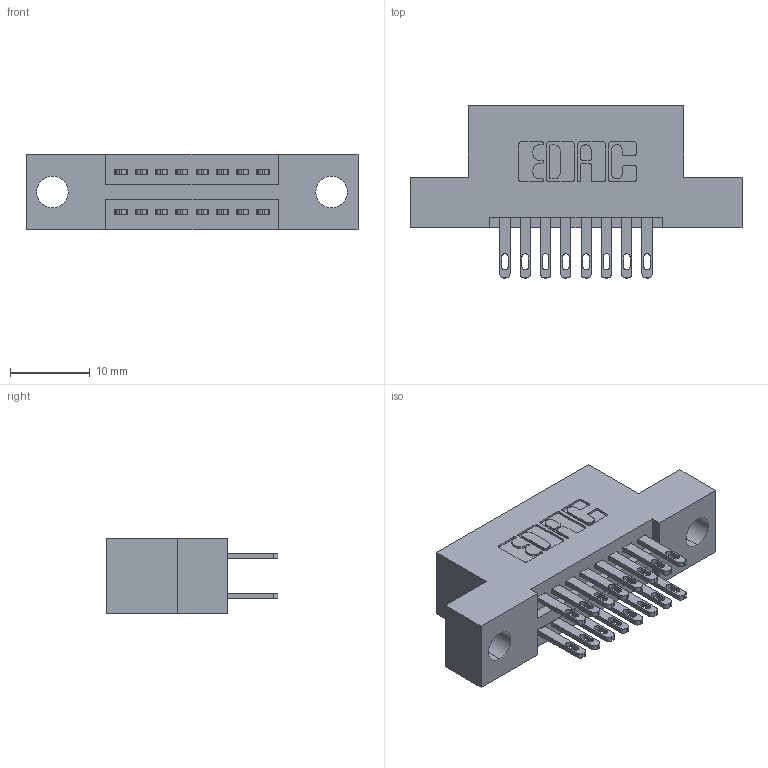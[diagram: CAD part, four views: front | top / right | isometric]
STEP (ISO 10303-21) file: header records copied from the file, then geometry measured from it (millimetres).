
FILE_DESCRIPTION (( 'STEP AP203' ), '1' );
FILE_NAME ('895-016-500-204.STEP', '2020-09-25T04:21:38', ( '' ), ( '' ), 'SwSTEP 2.0', 'SolidWorks 2020', '' );
FILE_SCHEMA (( 'CONFIG_CONTROL_DESIGN' ));
Length unit declared in the file: inch
Products named in the file (3): 845 Part_Flush Mounting Lugs - 0.156 Dia-TH; 895-016-500-204; 345-292-001_345-293-100
Assembly tree (17 placements, depth 2):
  895-016-500-204
    845 Part_Flush Mounting Lugs - 0.156 Dia-TH
    345-292-001_345-293-100  x16
Bounding box: 41.53 x 21.51 x 9.4 mm (x, y, z)
Volume: 3679.6 mm3; surface area: 4758.9 mm2
Topology: 17 solids, 17 shells, 862 faces, 2597 edges, 1730 vertices
Faces by surface type: plane 512, cylinder 350
Entity records: 10787 total; most frequent: CARTESIAN_POINT 1840, ORIENTED_EDGE 1774, DIRECTION 1667, EDGE_CURVE 887, LINE 719, VECTOR 719, VERTEX_POINT 590, AXIS2_PLACEMENT_3D 474
